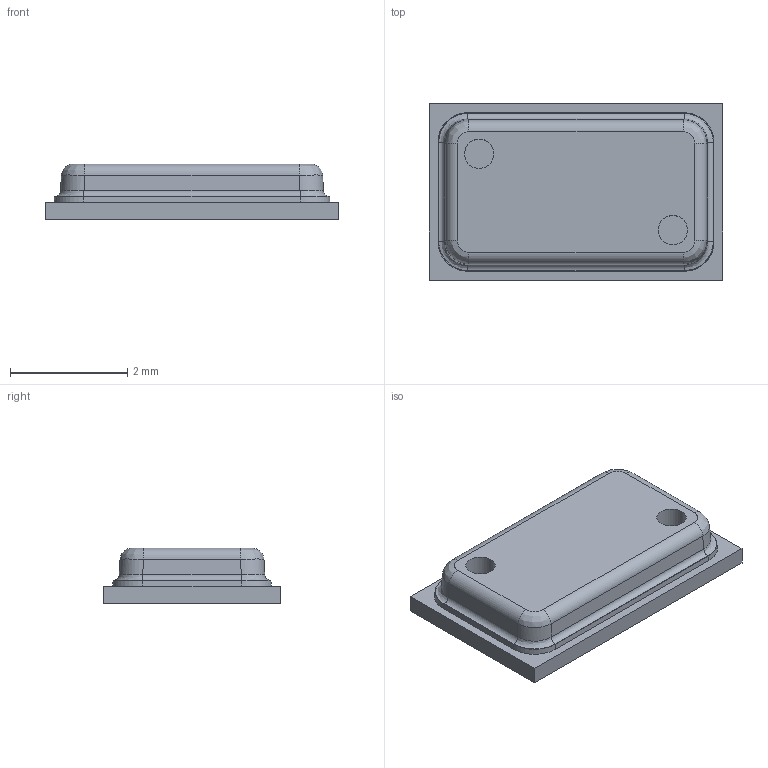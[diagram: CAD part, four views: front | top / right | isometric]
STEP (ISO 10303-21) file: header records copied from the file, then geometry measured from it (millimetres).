
FILE_DESCRIPTION(/* description */ (''),/* implementation_level */ '2;1');
FILE_NAME(/* name */ 'MS560702BA03-50.step',/* time_stamp */ '2022-01-19T18:30:15-03:00',/* author */ (''),/* organization */ (''),/* preprocessor_version */ 'ST-DEVELOPER v18.1',/* originating_system */ 'Autodesk Translation Framework v10.10.0.1391',/* authorisation */ '');
FILE_SCHEMA (('AUTOMOTIVE_DESIGN { 1 0 10303 214 3 1 1 }'));
Length unit declared in the file: millimetre
Products named in the file (1): MS560702BA03-50
Bounding box: 5 x 3 x 0.95 mm (x, y, z)
Volume: 11.4 mm3; surface area: 67.7 mm2
Topology: 2 solids, 2 shells, 43 faces, 98 edges, 60 vertices
Faces by surface type: cylinder 18, plane 17, bspline 8
Full cylindrical faces by diameter (mm): 0.5 x2
Entity records: 1834 total; most frequent: CARTESIAN_POINT 830, DIRECTION 198, ORIENTED_EDGE 196, EDGE_CURVE 98, AXIS2_PLACEMENT_3D 72, VERTEX_POINT 60, LINE 54, VECTOR 54
